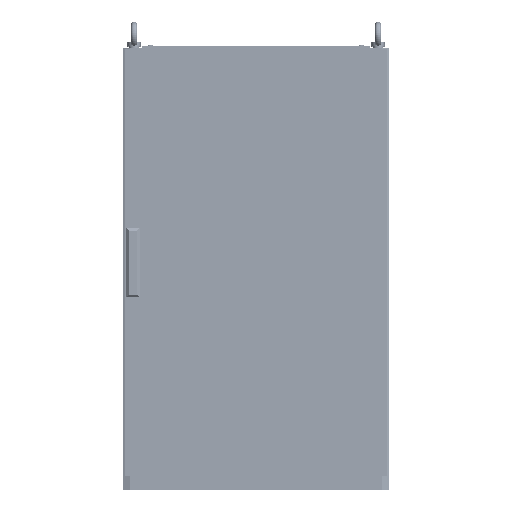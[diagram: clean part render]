
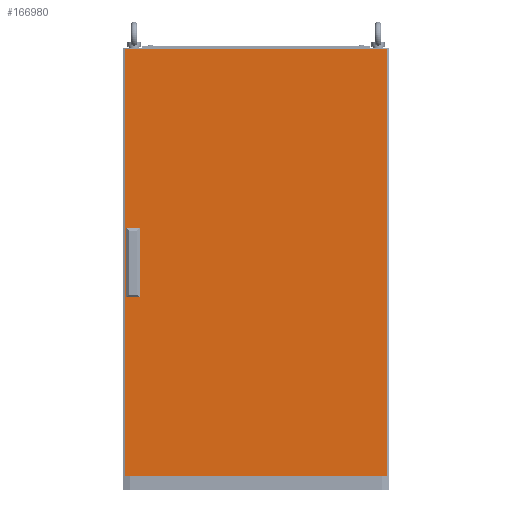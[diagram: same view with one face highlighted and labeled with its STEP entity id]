
A CAD part, top view. The second image highlights one B-rep face of the part: STEP entity #166980.
In plain terms, the highlighted planar face has unit normal (0, 0, 1).
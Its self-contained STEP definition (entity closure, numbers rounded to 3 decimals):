
#469 = ORIENTED_EDGE ( 'NONE', *, *, #144337, .F. ) ;
#1895 = LINE ( 'NONE', #70500, #180739 ) ;
#1998 = FACE_BOUND ( 'NONE', #26300, .T. ) ;
#2997 = CARTESIAN_POINT ( 'NONE',  ( -297., -470., 0. ) ) ;
#3016 = LINE ( 'NONE', #5230, #76902 ) ;
#4205 = PLANE ( 'NONE',  #219467 ) ;
#5230 = CARTESIAN_POINT ( 'NONE',  ( 297., 497., 0. ) ) ;
#8650 = VERTEX_POINT ( 'NONE', #94878 ) ;
#9059 = DIRECTION ( 'NONE',  ( -1., 0., 0. ) ) ;
#9429 = VERTEX_POINT ( 'NONE', #42695 ) ;
#13555 = CARTESIAN_POINT ( 'NONE',  ( -297., 497., 0. ) ) ;
#14350 = ORIENTED_EDGE ( 'NONE', *, *, #126407, .T. ) ;
#15109 = CARTESIAN_POINT ( 'NONE',  ( -265.7, -11.5, 0. ) ) ;
#15321 = EDGE_CURVE ( 'NONE', #221140, #8650, #203441, .T. ) ;
#17581 = CARTESIAN_POINT ( 'NONE',  ( -290.7, -11.5, 0. ) ) ;
#19992 = FACE_OUTER_BOUND ( 'NONE', #72624, .T. ) ;
#20732 = CARTESIAN_POINT ( 'NONE',  ( -265.7, -61.5, 0. ) ) ;
#21487 = EDGE_CURVE ( 'NONE', #147209, #212951, #85990, .T. ) ;
#23225 = VECTOR ( 'NONE', #201470, 1000. ) ;
#24394 = LINE ( 'NONE', #106441, #91706 ) ;
#26024 = ORIENTED_EDGE ( 'NONE', *, *, #21487, .F. ) ;
#26300 = EDGE_LOOP ( 'NONE', ( #26024, #469, #121223, #219502 ) ) ;
#32463 = VERTEX_POINT ( 'NONE', #79794 ) ;
#34344 = VECTOR ( 'NONE', #189746, 1000. ) ;
#36868 = DIRECTION ( 'NONE',  ( 1., 0., 0. ) ) ;
#37165 = DIRECTION ( 'NONE',  ( 0., -1., 0. ) ) ;
#37598 = LINE ( 'NONE', #20732, #93991 ) ;
#40271 = VECTOR ( 'NONE', #69121, 1000. ) ;
#42168 = ORIENTED_EDGE ( 'NONE', *, *, #161974, .T. ) ;
#42695 = CARTESIAN_POINT ( 'NONE',  ( -265.7, -61.5, 0. ) ) ;
#45012 = EDGE_CURVE ( 'NONE', #113649, #75304, #3016, .T. ) ;
#46254 = EDGE_CURVE ( 'NONE', #32463, #108570, #209261, .T. ) ;
#52234 = ORIENTED_EDGE ( 'NONE', *, *, #15321, .F. ) ;
#52453 = VECTOR ( 'NONE', #37165, 1000. ) ;
#52486 = CARTESIAN_POINT ( 'NONE',  ( -297., -470., 0. ) ) ;
#54732 = DIRECTION ( 'NONE',  ( 1., 0., 0. ) ) ;
#56226 = CARTESIAN_POINT ( 'NONE',  ( -290.7, 38.5, 0. ) ) ;
#59219 = DIRECTION ( 'NONE',  ( -1., 0., 0. ) ) ;
#61761 = CARTESIAN_POINT ( 'NONE',  ( -265.7, 38.5, 0. ) ) ;
#64652 = EDGE_LOOP ( 'NONE', ( #173864, #167904, #52234, #85446 ) ) ;
#65064 = DIRECTION ( 'NONE',  ( 0., 1., 0. ) ) ;
#69121 = DIRECTION ( 'NONE',  ( 0., -1., 0. ) ) ;
#70500 = CARTESIAN_POINT ( 'NONE',  ( -265.7, -61.5, 0. ) ) ;
#72624 = EDGE_LOOP ( 'NONE', ( #42168, #14350, #81546, #118736 ) ) ;
#75304 = VERTEX_POINT ( 'NONE', #149921 ) ;
#76902 = VECTOR ( 'NONE', #91774, 1000. ) ;
#79794 = CARTESIAN_POINT ( 'NONE',  ( -290.7, 88.5, 0. ) ) ;
#80621 = LINE ( 'NONE', #81729, #115918 ) ;
#81546 = ORIENTED_EDGE ( 'NONE', *, *, #45012, .T. ) ;
#81729 = CARTESIAN_POINT ( 'NONE',  ( -265.7, 38.5, 0. ) ) ;
#82144 = DIRECTION ( 'NONE',  ( -1., 0., 0. ) ) ;
#83280 = LINE ( 'NONE', #216112, #23225 ) ;
#85030 = DIRECTION ( 'NONE',  ( 1., 0., 0. ) ) ;
#85446 = ORIENTED_EDGE ( 'NONE', *, *, #155817, .F. ) ;
#85990 = LINE ( 'NONE', #154572, #40271 ) ;
#89290 = DIRECTION ( 'NONE',  ( 0., 1., 0. ) ) ;
#91706 = VECTOR ( 'NONE', #59219, 1000. ) ;
#91774 = DIRECTION ( 'NONE',  ( 0., 1., 0. ) ) ;
#93405 = CARTESIAN_POINT ( 'NONE',  ( -265.7, 88.5, 0. ) ) ;
#93991 = VECTOR ( 'NONE', #89290, 1000. ) ;
#94878 = CARTESIAN_POINT ( 'NONE',  ( -265.7, 88.5, 0. ) ) ;
#94918 = EDGE_CURVE ( 'NONE', #8650, #32463, #180050, .T. ) ;
#99435 = CARTESIAN_POINT ( 'NONE',  ( -297., 497., 0. ) ) ;
#101915 = VERTEX_POINT ( 'NONE', #2997 ) ;
#102009 = LINE ( 'NONE', #52486, #34344 ) ;
#102314 = EDGE_CURVE ( 'NONE', #9429, #123197, #37598, .T. ) ;
#102381 = VECTOR ( 'NONE', #82144, 1000. ) ;
#104323 = CARTESIAN_POINT ( 'NONE',  ( 0., 0., 0. ) ) ;
#105398 = FACE_BOUND ( 'NONE', #64652, .T. ) ;
#106441 = CARTESIAN_POINT ( 'NONE',  ( -265.7, -11.5, 0. ) ) ;
#108570 = VERTEX_POINT ( 'NONE', #147081 ) ;
#113649 = VERTEX_POINT ( 'NONE', #180796 ) ;
#115918 = VECTOR ( 'NONE', #85030, 1000. ) ;
#118736 = ORIENTED_EDGE ( 'NONE', *, *, #127055, .T. ) ;
#120090 = DIRECTION ( 'NONE',  ( 0., 0., 1. ) ) ;
#121223 = ORIENTED_EDGE ( 'NONE', *, *, #102314, .F. ) ;
#123197 = VERTEX_POINT ( 'NONE', #15109 ) ;
#126407 = EDGE_CURVE ( 'NONE', #101915, #113649, #102009, .T. ) ;
#127055 = EDGE_CURVE ( 'NONE', #75304, #160987, #149594, .T. ) ;
#144337 = EDGE_CURVE ( 'NONE', #123197, #147209, #24394, .T. ) ;
#147081 = CARTESIAN_POINT ( 'NONE',  ( -290.7, 38.5, 0. ) ) ;
#147209 = VERTEX_POINT ( 'NONE', #17581 ) ;
#149594 = LINE ( 'NONE', #13555, #102381 ) ;
#149921 = CARTESIAN_POINT ( 'NONE',  ( 297., 497., 0. ) ) ;
#154572 = CARTESIAN_POINT ( 'NONE',  ( -290.7, -61.5, 0. ) ) ;
#155817 = EDGE_CURVE ( 'NONE', #108570, #221140, #80621, .T. ) ;
#156976 = CARTESIAN_POINT ( 'NONE',  ( -290.7, -61.5, 0. ) ) ;
#160987 = VERTEX_POINT ( 'NONE', #99435 ) ;
#161974 = EDGE_CURVE ( 'NONE', #160987, #101915, #83280, .T. ) ;
#162069 = VECTOR ( 'NONE', #9059, 1000. ) ;
#166980 = ADVANCED_FACE ( 'NONE', ( #105398, #1998, #19992 ), #4205, .T. ) ;
#167904 = ORIENTED_EDGE ( 'NONE', *, *, #94918, .F. ) ;
#173864 = ORIENTED_EDGE ( 'NONE', *, *, #46254, .F. ) ;
#174885 = CARTESIAN_POINT ( 'NONE',  ( -265.7, 38.5, 0. ) ) ;
#180050 = LINE ( 'NONE', #93405, #162069 ) ;
#180739 = VECTOR ( 'NONE', #54732, 1000. ) ;
#180796 = CARTESIAN_POINT ( 'NONE',  ( 297., -470., 0. ) ) ;
#189746 = DIRECTION ( 'NONE',  ( 1., 0., 0. ) ) ;
#197732 = VECTOR ( 'NONE', #65064, 1000. ) ;
#201470 = DIRECTION ( 'NONE',  ( 0., -1., 0. ) ) ;
#203441 = LINE ( 'NONE', #61761, #197732 ) ;
#209261 = LINE ( 'NONE', #56226, #52453 ) ;
#212951 = VERTEX_POINT ( 'NONE', #156976 ) ;
#216112 = CARTESIAN_POINT ( 'NONE',  ( -297., 497., 0. ) ) ;
#218695 = EDGE_CURVE ( 'NONE', #212951, #9429, #1895, .T. ) ;
#219467 = AXIS2_PLACEMENT_3D ( 'NONE', #104323, #120090, #36868 ) ;
#219502 = ORIENTED_EDGE ( 'NONE', *, *, #218695, .F. ) ;
#221140 = VERTEX_POINT ( 'NONE', #174885 ) ;
